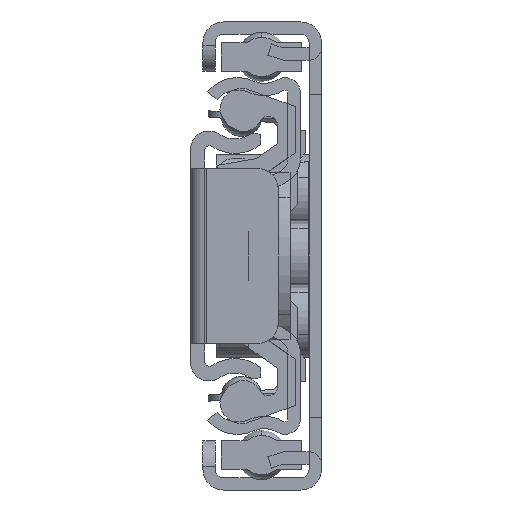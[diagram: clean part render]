
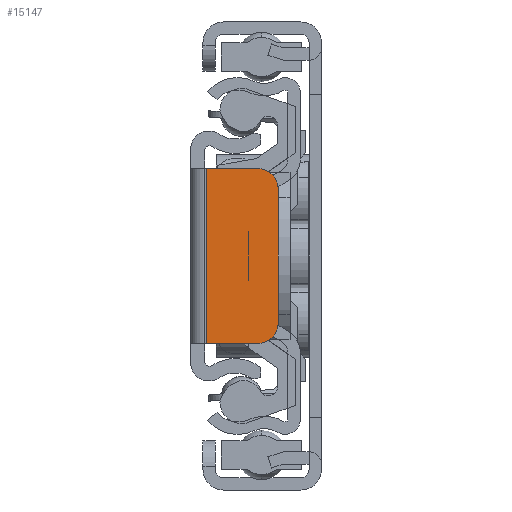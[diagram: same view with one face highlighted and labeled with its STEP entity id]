
A CAD part, front view. The second image highlights one B-rep face of the part: STEP entity #15147.
In plain terms, the highlighted face is planar.
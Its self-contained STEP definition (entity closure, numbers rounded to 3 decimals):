
#13868=DIRECTION('',(0.,0.,1.));
#13869=VECTOR('',#13868,17.);
#13870=CARTESIAN_POINT('',(-1.9,796.5,-8.5));
#13871=LINE('',#13870,#13869);
#13872=DIRECTION('',(-1.,0.,0.));
#13873=VECTOR('',#13872,5.);
#13874=CARTESIAN_POINT('',(3.1,796.5,-8.5));
#13875=LINE('',#13874,#13873);
#13876=CARTESIAN_POINT('',(3.1,796.5,-6.5));
#13877=DIRECTION('',(0.,1.,0.));
#13878=DIRECTION('',(1.,0.,0.));
#13879=AXIS2_PLACEMENT_3D('',#13876,#13877,#13878);
#13881=DIRECTION('',(0.,0.,-1.));
#13882=VECTOR('',#13881,13.);
#13883=CARTESIAN_POINT('',(5.1,796.5,6.5));
#13884=LINE('',#13883,#13882);
#13885=CARTESIAN_POINT('',(3.1,796.5,6.5));
#13886=DIRECTION('',(0.,1.,0.));
#13887=DIRECTION('',(0.,0.,1.));
#13888=AXIS2_PLACEMENT_3D('',#13885,#13886,#13887);
#13890=DIRECTION('',(1.,0.,0.));
#13891=VECTOR('',#13890,5.);
#13892=CARTESIAN_POINT('',(-1.9,796.5,8.5));
#13893=LINE('',#13892,#13891);
#14200=CARTESIAN_POINT('',(3.1,796.5,8.5));
#14201=CARTESIAN_POINT('',(5.1,796.5,6.5));
#14202=VERTEX_POINT('',#14200);
#14203=VERTEX_POINT('',#14201);
#14204=CARTESIAN_POINT('',(5.1,796.5,-6.5));
#14205=VERTEX_POINT('',#14204);
#14206=CARTESIAN_POINT('',(3.1,796.5,-8.5));
#14207=VERTEX_POINT('',#14206);
#14208=CARTESIAN_POINT('',(-1.9,796.5,8.5));
#14210=VERTEX_POINT('',#14208);
#14214=CARTESIAN_POINT('',(-1.9,796.5,-8.5));
#14215=VERTEX_POINT('',#14214);
#15131=CARTESIAN_POINT('',(-3.4,796.5,0.));
#15132=DIRECTION('',(0.,1.,0.));
#15133=DIRECTION('',(1.,0.,0.));
#15134=AXIS2_PLACEMENT_3D('',#15131,#15132,#15133);
#15135=PLANE('',#15134);
#15136=ORIENTED_EDGE('',*,*,#15108,.F.);
#15137=ORIENTED_EDGE('',*,*,#15094,.F.);
#15139=ORIENTED_EDGE('',*,*,#15138,.F.);
#15141=ORIENTED_EDGE('',*,*,#15140,.F.);
#15143=ORIENTED_EDGE('',*,*,#15142,.F.);
#15144=ORIENTED_EDGE('',*,*,#15119,.F.);
#15145=EDGE_LOOP('',(#15136,#15137,#15139,#15141,#15143,#15144));
#15146=FACE_OUTER_BOUND('',#15145,.F.);
#15147=ADVANCED_FACE('',(#15146),#15135,.T.);
#13880=CIRCLE('',#13879,2.);
#13889=CIRCLE('',#13888,2.);
#15094=EDGE_CURVE('',#14207,#14215,#13875,.T.);
#15108=EDGE_CURVE('',#14215,#14210,#13871,.T.);
#15119=EDGE_CURVE('',#14210,#14202,#13893,.T.);
#15138=EDGE_CURVE('',#14205,#14207,#13880,.T.);
#15140=EDGE_CURVE('',#14203,#14205,#13884,.T.);
#15142=EDGE_CURVE('',#14202,#14203,#13889,.T.);
